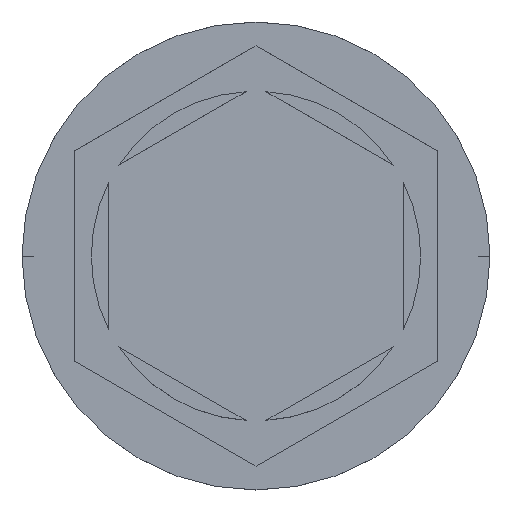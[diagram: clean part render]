
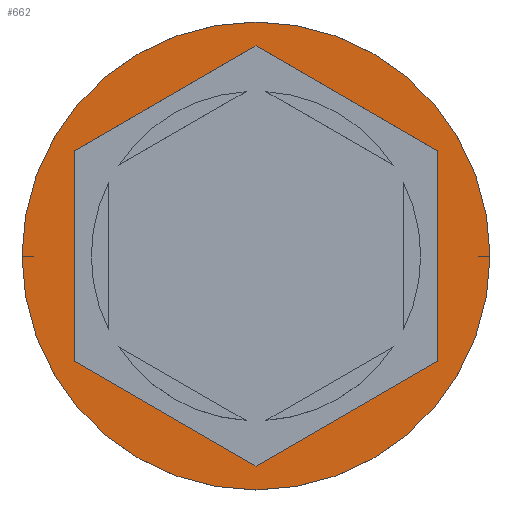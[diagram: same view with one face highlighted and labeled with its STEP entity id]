
A CAD part, top view. The second image highlights one B-rep face of the part: STEP entity #662.
In plain terms, the highlighted planar face has unit normal (0, 0, 1).
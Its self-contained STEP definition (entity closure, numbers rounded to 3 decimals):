
#1 = VERTEX_POINT ( 'NONE', #967 ) ;
#34 = CARTESIAN_POINT ( 'NONE',  ( 6.75, 0., 0. ) ) ;
#38 = ORIENTED_EDGE ( 'NONE', *, *, #454, .F. ) ;
#51 = FACE_BOUND ( 'NONE', #522, .T. ) ;
#69 = VERTEX_POINT ( 'NONE', #193 ) ;
#126 = EDGE_CURVE ( 'NONE', #2227, #1, #327, .T. ) ;
#193 = CARTESIAN_POINT ( 'NONE',  ( 5.25, -3.031, 0. ) ) ;
#210 = PLANE ( 'NONE',  #2173 ) ;
#233 = DIRECTION ( 'NONE',  ( 0., 0., 1. ) ) ;
#271 = CARTESIAN_POINT ( 'NONE',  ( 5.25, 3.031, 0. ) ) ;
#327 = LINE ( 'NONE', #1275, #1496 ) ;
#355 = CARTESIAN_POINT ( 'NONE',  ( 0., 6.062, 0. ) ) ;
#412 = VECTOR ( 'NONE', #433, 1000. ) ;
#424 = DIRECTION ( 'NONE',  ( 1., 0., 0. ) ) ;
#433 = DIRECTION ( 'NONE',  ( -0.866, 0.5, 0. ) ) ;
#454 = EDGE_CURVE ( 'NONE', #69, #1468, #664, .T. ) ;
#477 = ORIENTED_EDGE ( 'NONE', *, *, #1563, .F. ) ;
#522 = EDGE_LOOP ( 'NONE', ( #1738, #38, #477, #2052, #2210, #1609 ) ) ;
#623 = DIRECTION ( 'NONE',  ( 0.866, 0.5, 0. ) ) ;
#659 = VERTEX_POINT ( 'NONE', #2204 ) ;
#662 = ADVANCED_FACE ( 'NONE', ( #51, #1861 ), #210, .T. ) ;
#664 = LINE ( 'NONE', #1762, #1344 ) ;
#671 = ORIENTED_EDGE ( 'NONE', *, *, #1894, .T. ) ;
#718 = EDGE_LOOP ( 'NONE', ( #1942, #671 ) ) ;
#721 = LINE ( 'NONE', #1444, #412 ) ;
#864 = AXIS2_PLACEMENT_3D ( 'NONE', #1131, #233, #1860 ) ;
#902 = CARTESIAN_POINT ( 'NONE',  ( -5.25, -3.031, 0. ) ) ;
#913 = CARTESIAN_POINT ( 'NONE',  ( 0., 0., 0. ) ) ;
#931 = VERTEX_POINT ( 'NONE', #355 ) ;
#967 = CARTESIAN_POINT ( 'NONE',  ( -5.25, -3.031, 0. ) ) ;
#1006 = VECTOR ( 'NONE', #623, 1000. ) ;
#1033 = DIRECTION ( 'NONE',  ( 0., 0., 1. ) ) ;
#1043 = DIRECTION ( 'NONE',  ( 0., -1., 0. ) ) ;
#1131 = CARTESIAN_POINT ( 'NONE',  ( 0., 0., 0. ) ) ;
#1220 = DIRECTION ( 'NONE',  ( -0.866, -0.5, 0. ) ) ;
#1238 = EDGE_CURVE ( 'NONE', #1824, #659, #1874, .T. ) ;
#1275 = CARTESIAN_POINT ( 'NONE',  ( -5.25, 3.031, 0. ) ) ;
#1302 = CARTESIAN_POINT ( 'NONE',  ( -5.25, 3.031, 0. ) ) ;
#1304 = CARTESIAN_POINT ( 'NONE',  ( 0., -6.062, 0. ) ) ;
#1344 = VECTOR ( 'NONE', #2103, 1000. ) ;
#1372 = EDGE_CURVE ( 'NONE', #931, #2227, #1580, .T. ) ;
#1398 = CARTESIAN_POINT ( 'NONE',  ( 0., -6.062, 0. ) ) ;
#1414 = CARTESIAN_POINT ( 'NONE',  ( 0., 0., 0. ) ) ;
#1427 = LINE ( 'NONE', #902, #1963 ) ;
#1444 = CARTESIAN_POINT ( 'NONE',  ( 5.25, 3.031, 0. ) ) ;
#1468 = VERTEX_POINT ( 'NONE', #271 ) ;
#1496 = VECTOR ( 'NONE', #1043, 1000. ) ;
#1563 = EDGE_CURVE ( 'NONE', #1825, #69, #2240, .T. ) ;
#1580 = LINE ( 'NONE', #2110, #1916 ) ;
#1609 = ORIENTED_EDGE ( 'NONE', *, *, #1372, .F. ) ;
#1738 = ORIENTED_EDGE ( 'NONE', *, *, #1786, .F. ) ;
#1756 = DIRECTION ( 'NONE',  ( 1., 0., 0. ) ) ;
#1762 = CARTESIAN_POINT ( 'NONE',  ( 5.25, -3.031, 0. ) ) ;
#1786 = EDGE_CURVE ( 'NONE', #1468, #931, #721, .T. ) ;
#1824 = VERTEX_POINT ( 'NONE', #34 ) ;
#1825 = VERTEX_POINT ( 'NONE', #1304 ) ;
#1860 = DIRECTION ( 'NONE',  ( 1., 0., 0. ) ) ;
#1861 = FACE_OUTER_BOUND ( 'NONE', #718, .T. ) ;
#1874 = CIRCLE ( 'NONE', #2294, 6.75 ) ;
#1894 = EDGE_CURVE ( 'NONE', #659, #1824, #1918, .T. ) ;
#1916 = VECTOR ( 'NONE', #1220, 1000. ) ;
#1918 = CIRCLE ( 'NONE', #864, 6.75 ) ;
#1942 = ORIENTED_EDGE ( 'NONE', *, *, #1238, .T. ) ;
#1963 = VECTOR ( 'NONE', #2151, 1000. ) ;
#2039 = DIRECTION ( 'NONE',  ( 0., 0., 1. ) ) ;
#2052 = ORIENTED_EDGE ( 'NONE', *, *, #2186, .F. ) ;
#2103 = DIRECTION ( 'NONE',  ( 0., 1., 0. ) ) ;
#2110 = CARTESIAN_POINT ( 'NONE',  ( 0., 6.062, 0. ) ) ;
#2151 = DIRECTION ( 'NONE',  ( 0.866, -0.5, 0. ) ) ;
#2173 = AXIS2_PLACEMENT_3D ( 'NONE', #913, #2039, #424 ) ;
#2186 = EDGE_CURVE ( 'NONE', #1, #1825, #1427, .T. ) ;
#2204 = CARTESIAN_POINT ( 'NONE',  ( -6.75, 0., 0. ) ) ;
#2210 = ORIENTED_EDGE ( 'NONE', *, *, #126, .F. ) ;
#2227 = VERTEX_POINT ( 'NONE', #1302 ) ;
#2240 = LINE ( 'NONE', #1398, #1006 ) ;
#2294 = AXIS2_PLACEMENT_3D ( 'NONE', #1414, #1033, #1756 ) ;
